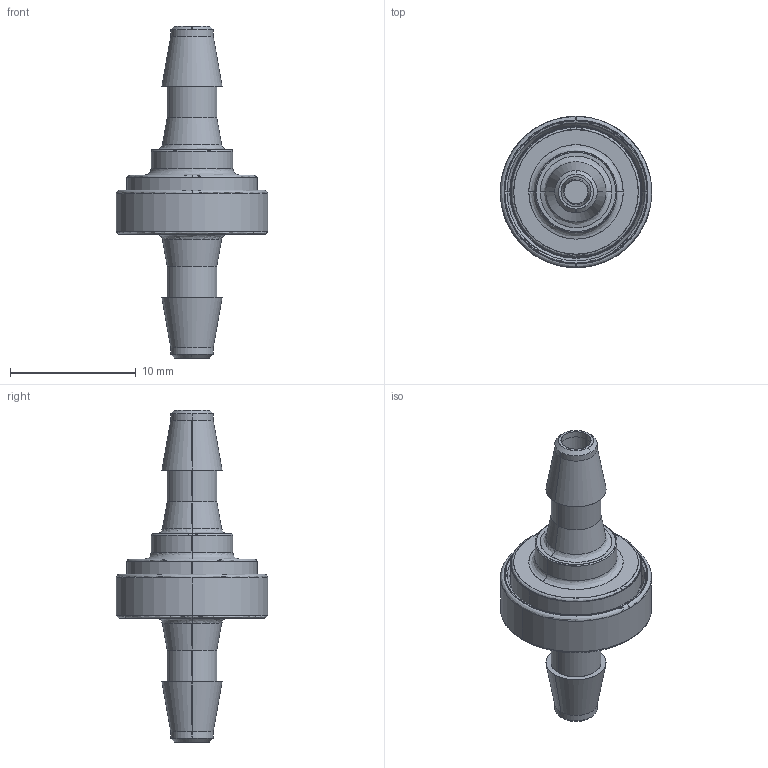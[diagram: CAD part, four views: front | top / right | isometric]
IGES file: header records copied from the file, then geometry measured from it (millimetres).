
Start section: SolidWorks IGES file using analytic representation for surfaces
Global section: file name: E-C-2015-0024.IGS; native system: SolidWorks 2018; preprocessor: SolidWorks 2018; author: WTsang; date: 190625.113026; units: millimetre
Bounding box: 12.05 x 12.05 x 26.4 mm (x, y, z)
Surface area: 1305.3 mm2 (no closed solid volume)
Topology: 0 solids, 0 shells, 404 faces, 3646 edges, 3638 vertices
Faces by surface type: bspline 230, revolution 174
